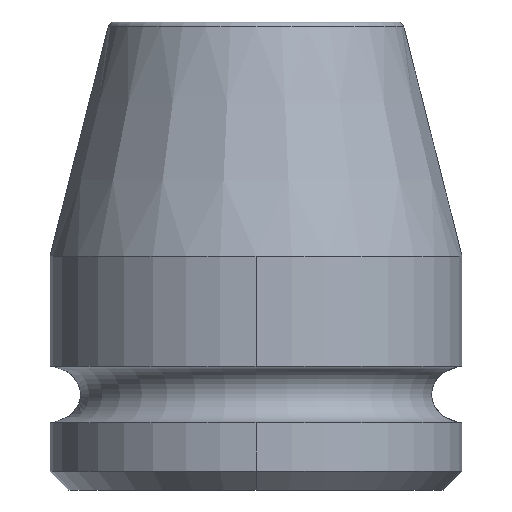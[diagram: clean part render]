
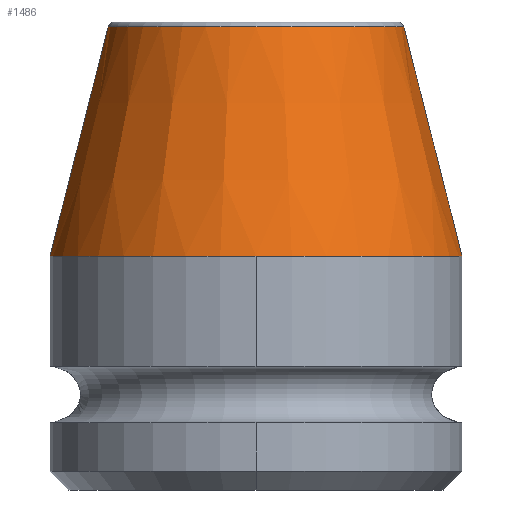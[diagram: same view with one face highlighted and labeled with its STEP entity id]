
A CAD part, left-side view. The second image highlights one B-rep face of the part: STEP entity #1486.
In plain terms, the highlighted conical face has half-angle 14.252 degrees and reference radius 18.892 mm.
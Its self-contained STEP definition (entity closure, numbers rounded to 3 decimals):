
#365=CARTESIAN_POINT('',(0.,0.,25.));
#366=DIRECTION('',(0.,0.,1.));
#367=DIRECTION('',(-1.,0.,0.));
#368=AXIS2_PLACEMENT_3D('',#365,#366,#367);
#429=CARTESIAN_POINT('',(0.,0.,25.));
#430=DIRECTION('',(0.,0.,1.));
#431=DIRECTION('',(0.,1.,0.));
#432=AXIS2_PLACEMENT_3D('',#429,#430,#431);
#461=CARTESIAN_POINT('',(0.,0.,49.472));
#462=DIRECTION('',(0.,0.,1.));
#463=DIRECTION('',(0.,1.,0.));
#464=AXIS2_PLACEMENT_3D('',#461,#462,#463);
#849=DIRECTION('',(0.,0.246,-0.969));
#850=VECTOR('',#849,25.249);
#851=CARTESIAN_POINT('',(0.,15.784,
49.472));
#852=LINE('',#851,#850);
#853=DIRECTION('',(0.,-0.246,-0.969));
#854=VECTOR('',#853,25.249);
#855=CARTESIAN_POINT('',(0.,-15.784,
49.472));
#856=LINE('',#855,#854);
#985=CARTESIAN_POINT('',(0.,22.,25.));
#986=CARTESIAN_POINT('',(-22.,0.,25.));
#987=VERTEX_POINT('',#985);
#988=VERTEX_POINT('',#986);
#989=CARTESIAN_POINT('',(0.,-22.,25.));
#990=VERTEX_POINT('',#989);
#997=CARTESIAN_POINT('',(0.,15.784,49.472));
#998=CARTESIAN_POINT('',(0.,-15.784,49.472));
#999=VERTEX_POINT('',#997);
#1000=VERTEX_POINT('',#998);
#1471=CARTESIAN_POINT('',(0.,0.,37.236));
#1472=DIRECTION('',(0.,0.,-1.));
#1473=DIRECTION('',(0.,-1.,0.));
#1474=AXIS2_PLACEMENT_3D('',#1471,#1472,#1473);
#1475=CONICAL_SURFACE('',#1474,18.892,14.252);
#1477=ORIENTED_EDGE('',*,*,#1476,.T.);
#1479=ORIENTED_EDGE('',*,*,#1478,.T.);
#1480=ORIENTED_EDGE('',*,*,#1394,.F.);
#1481=ORIENTED_EDGE('',*,*,#1434,.F.);
#1483=ORIENTED_EDGE('',*,*,#1482,.F.);
#1484=EDGE_LOOP('',(#1477,#1479,#1480,#1481,#1483));
#1485=FACE_OUTER_BOUND('',#1484,.F.);
#1486=ADVANCED_FACE('',(#1485),#1475,.T.);
#369=CIRCLE('',#368,22.);
#433=CIRCLE('',#432,22.);
#465=CIRCLE('',#464,15.784);
#1394=EDGE_CURVE('',#988,#990,#369,.T.);
#1434=EDGE_CURVE('',#987,#988,#433,.T.);
#1476=EDGE_CURVE('',#999,#1000,#465,.T.);
#1478=EDGE_CURVE('',#1000,#990,#856,.T.);
#1482=EDGE_CURVE('',#999,#987,#852,.T.);
